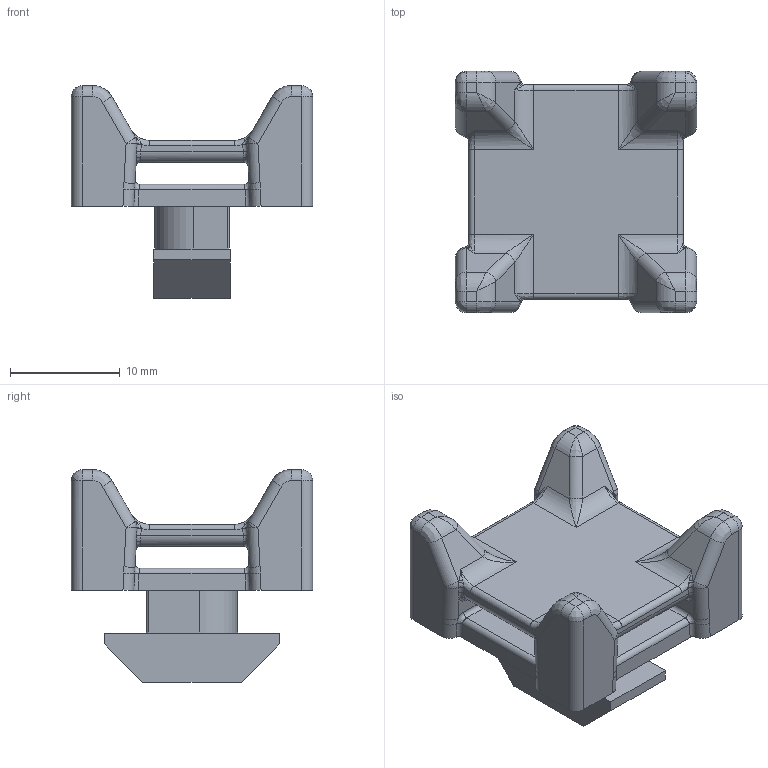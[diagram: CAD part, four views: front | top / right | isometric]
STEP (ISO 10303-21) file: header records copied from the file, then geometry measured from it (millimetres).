
FILE_DESCRIPTION((''),'2;1');
FILE_NAME('15AC7305.stp','2015-07-16T10:15:06',(''),(''),'Mechanical Desktop 2011','Mechanical Desktop 2011',', , ');
FILE_SCHEMA(('AUTOMOTIVE_DESIGN { 1 2 10303 214 1 1 1 1 }'));
Length unit declared in the file: inch
Products named in the file (1): Product
Bounding box: 22 x 22 x 19.4 mm (x, y, z)
Volume: 3015.9 mm3; surface area: 2569.5 mm2
Topology: 1 solids, 1 shells, 270 faces, 655 edges, 365 vertices
Faces by surface type: cylinder 114, bspline 104, plane 52
Entity records: 18645 total; most frequent: CARTESIAN_POINT 13359, ORIENTED_EDGE 1274, DIRECTION 788, EDGE_CURVE 637, VERTEX_POINT 365, EDGE_LOOP 272, FACE_OUTER_BOUND 270, ADVANCED_FACE 270
